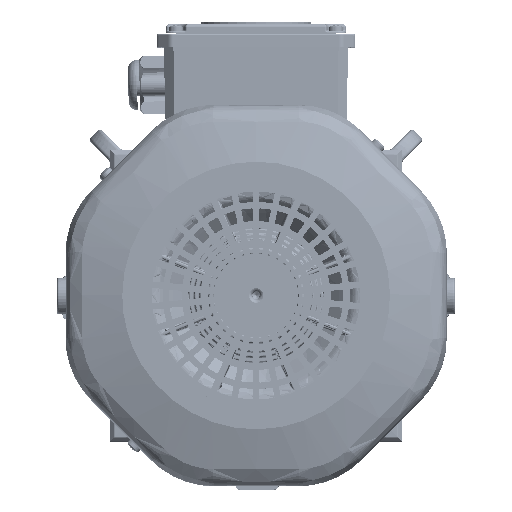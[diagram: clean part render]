
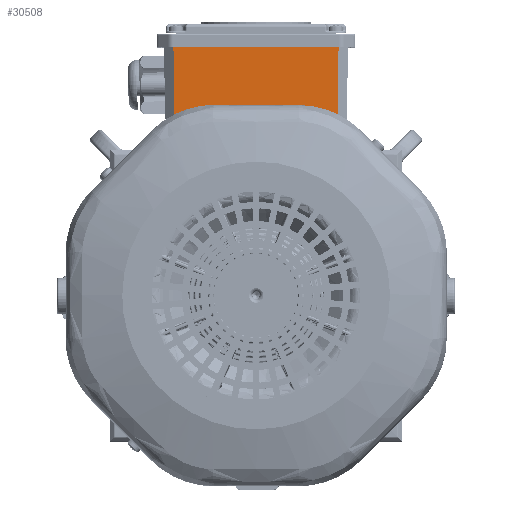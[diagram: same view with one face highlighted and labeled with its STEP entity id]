
A CAD part, top view. The second image highlights one B-rep face of the part: STEP entity #30508.
In plain terms, the highlighted planar face has unit normal (0, -0.018, 1).
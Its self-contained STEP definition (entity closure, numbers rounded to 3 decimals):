
#15632=PLANE('',#125151);
#17627=LINE('',#178512,#23968);
#17646=LINE('',#178550,#23987);
#17656=LINE('',#178570,#23997);
#17657=LINE('',#178572,#23998);
#23968=VECTOR('',#139572,1.);
#23987=VECTOR('',#139593,1.);
#23997=VECTOR('',#139613,1.);
#23998=VECTOR('',#139616,1.);
#30508=ADVANCED_FACE('',(#38174),#15632,.T.);
#38174=FACE_OUTER_BOUND('',#44811,.T.);
#44811=EDGE_LOOP('',(#55518,#55519,#55520,#55521));
#55518=ORIENTED_EDGE('',*,*,#100188,.T.);
#55519=ORIENTED_EDGE('',*,*,#100199,.F.);
#55520=ORIENTED_EDGE('',*,*,#100169,.F.);
#55521=ORIENTED_EDGE('',*,*,#100198,.T.);
#85737=VERTEX_POINT('',#178511);
#85738=VERTEX_POINT('',#178513);
#85755=VERTEX_POINT('',#178549);
#85756=VERTEX_POINT('',#178551);
#100169=EDGE_CURVE('',#85737,#85738,#17627,.T.);
#100188=EDGE_CURVE('',#85756,#85755,#17646,.T.);
#100198=EDGE_CURVE('',#85737,#85756,#17656,.T.);
#100199=EDGE_CURVE('',#85738,#85755,#17657,.T.);
#125151=AXIS2_PLACEMENT_3D('',#178573,#139617,#139618);
#139572=DIRECTION('',(-1.,0.,0.));
#139593=DIRECTION('',(-1.,0.,0.));
#139613=DIRECTION('',(0.007,1.,0.017));
#139616=DIRECTION('',(-0.007,1.,0.017));
#139617=DIRECTION('',(0.,-0.017,1.));
#139618=DIRECTION('',(0.,1.,0.017));
#178511=CARTESIAN_POINT('',(45.172,97.5,116.));
#178512=CARTESIAN_POINT('',(45.172,97.5,116.));
#178513=CARTESIAN_POINT('',(-45.172,97.5,116.));
#178549=CARTESIAN_POINT('',(-45.457,137.,116.689));
#178550=CARTESIAN_POINT('',(45.172,137.,116.689));
#178551=CARTESIAN_POINT('',(45.457,137.,116.689));
#178570=CARTESIAN_POINT('',(45.172,97.5,116.));
#178572=CARTESIAN_POINT('',(-45.172,97.5,116.));
#178573=CARTESIAN_POINT('',(45.172,97.5,116.));
